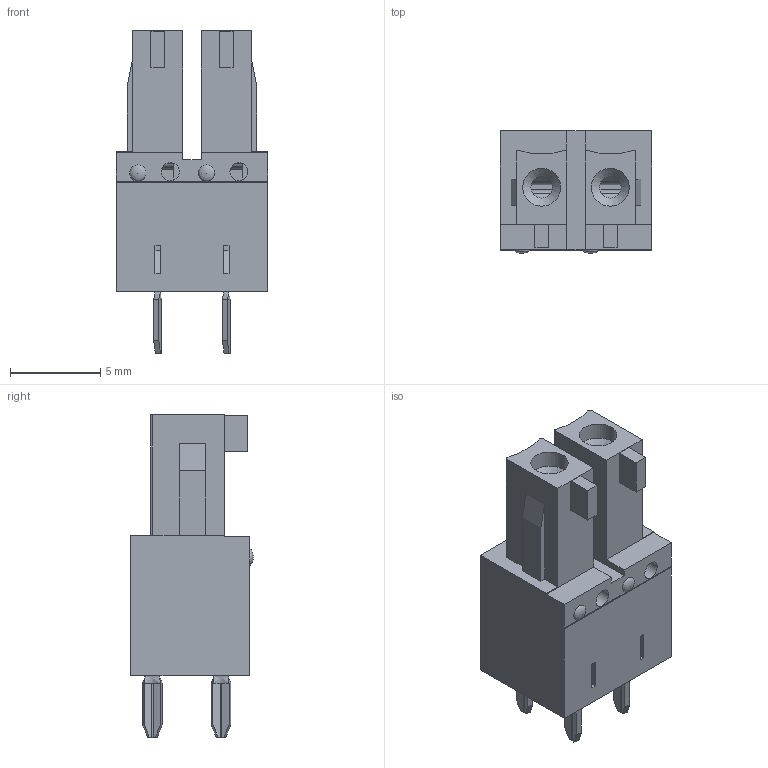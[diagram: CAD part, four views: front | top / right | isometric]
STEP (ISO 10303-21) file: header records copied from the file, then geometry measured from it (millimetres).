
FILE_DESCRIPTION( ( 'Unknown' ), '1' );
FILE_NAME( '691307300002.stp', 'Unknown', ( 'Unknown' ), ( 'Unknown' ), 'PSStep 18.0.17', 'Unknown', ' ' );
FILE_SCHEMA( ( 'AUTOMOTIVE_DESIGN { 1 0 10303 214 1 1 1 1 }' ) );
Length unit declared in the file: millimetre
Products named in the file (3): Assem1; 691307300002; 6913073000xx_Pin
Assembly tree (3 placements, depth 2):
  Assem1
    691307300002
    6913073000xx_Pin  x2
Bounding box: 8.41 x 6.8 x 17.9 mm (x, y, z)
Volume: 360.7 mm3; surface area: 1207.3 mm2
Topology: 3 solids, 3 shells, 368 faces, 1020 edges, 656 vertices
Faces by surface type: plane 286, cylinder 62, bspline 16, revolution 2, cone 2
Full cylindrical faces by diameter (mm): 1 x2, 1.2 x2, 2.1 x2
Entity records: 10683 total; most frequent: CARTESIAN_POINT 1720, ORIENTED_EDGE 1458, DIRECTION 1311, EDGE_CURVE 729, LINE 627, VECTOR 627, VERTEX_POINT 478, AXIS2_PLACEMENT_3D 341
